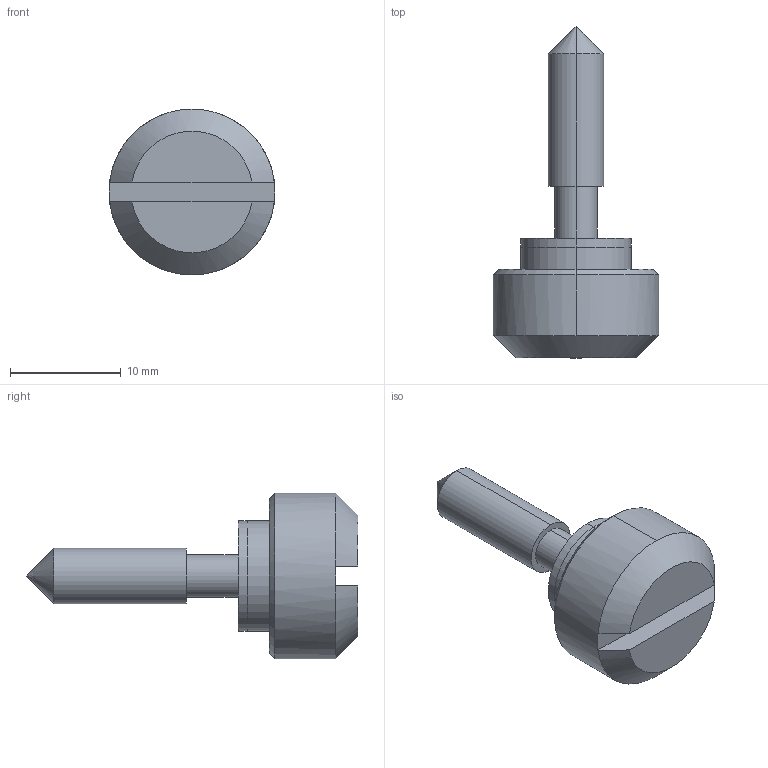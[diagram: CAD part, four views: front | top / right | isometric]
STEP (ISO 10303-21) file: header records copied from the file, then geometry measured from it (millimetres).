
FILE_DESCRIPTION( (''), '2;1');
FILE_NAME ('PC007.46344.TL_453SUS_520_8050.stp','2025-02-27T11:21:19',(''),(''),'spGate 19.8.4 (****-****-****-****)','','');
FILE_SCHEMA (('AUTOMOTIVE_DESIGN'));
Length unit declared in the file: millimetre
Products named in the file (3): Assembly; washer; knob
Assembly tree (2 placements, depth 2):
  Assembly
    washer
    knob
Bounding box: 15 x 30 x 15 mm (x, y, z)
Volume: 1795.5 mm3; surface area: 1207.9 mm2
Topology: 2 solids, 2 shells, 42 faces, 100 edges, 63 vertices
Faces by surface type: plane 18, cylinder 18, bspline 6
Entity records: 2120 total; most frequent: CARTESIAN_POINT 289, DIRECTION 208, ORIENTED_EDGE 196, COLOUR_RGB 142, PRESENTATION_STYLE_ASSIGNMENT 142, STYLED_ITEM 142, EDGE_CURVE 98, DRAUGHTING_PRE_DEFINED_CURVE_FONT 98
